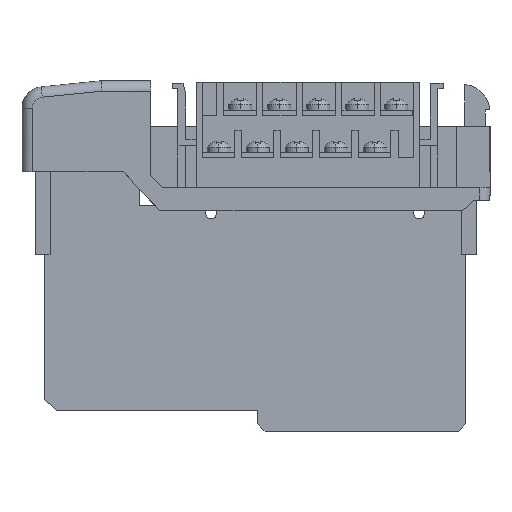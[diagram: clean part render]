
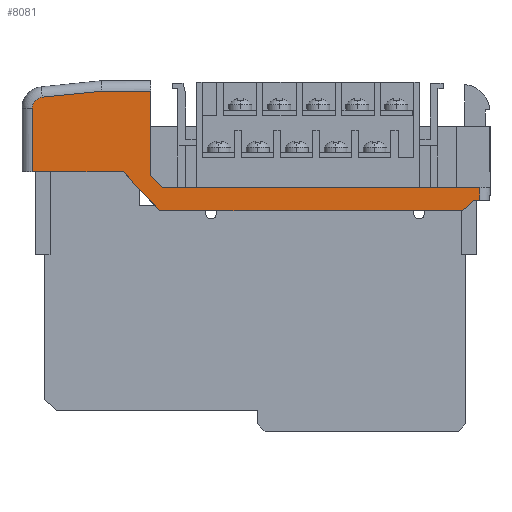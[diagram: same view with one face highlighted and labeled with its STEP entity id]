
A CAD part, left-side view. The second image highlights one B-rep face of the part: STEP entity #8081.
In plain terms, the highlighted planar face has unit normal (-1, 0, 0).
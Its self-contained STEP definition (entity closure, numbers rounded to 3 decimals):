
#52 = EDGE_CURVE ( 'NONE', #132, #130, #16986, .T. ) ;
#130 = VERTEX_POINT ( 'NONE', #17116 ) ;
#132 = VERTEX_POINT ( 'NONE', #17111 ) ;
#7969 = EDGE_CURVE ( 'NONE', #7970, #7989, #18459, .T. ) ;
#7970 = VERTEX_POINT ( 'NONE', #18455 ) ;
#7986 = VERTEX_POINT ( 'NONE', #18504 ) ;
#7988 = EDGE_CURVE ( 'NONE', #7989, #7986, #18503, .T. ) ;
#7989 = VERTEX_POINT ( 'NONE', #18499 ) ;
#7998 = VERTEX_POINT ( 'NONE', #18546 ) ;
#8024 = EDGE_CURVE ( 'NONE', #8025, #8037, #18604, .T. ) ;
#8025 = VERTEX_POINT ( 'NONE', #18655 ) ;
#8036 = EDGE_CURVE ( 'NONE', #8037, #7970, #18643, .T. ) ;
#8037 = VERTEX_POINT ( 'NONE', #18639 ) ;
#8043 = EDGE_CURVE ( 'NONE', #130, #8044, #18670, .T. ) ;
#8044 = VERTEX_POINT ( 'NONE', #18666 ) ;
#8045 = ORIENTED_EDGE ( 'NONE', *, *, #8046, .T. ) ;
#8046 = EDGE_CURVE ( 'NONE', #8044, #8047, #18665, .T. ) ;
#8047 = VERTEX_POINT ( 'NONE', #18660 ) ;
#8048 = ORIENTED_EDGE ( 'NONE', *, *, #8049, .T. ) ;
#8049 = EDGE_CURVE ( 'NONE', #8047, #7998, #18659, .T. ) ;
#8050 = ORIENTED_EDGE ( 'NONE', *, *, #8087, .T. ) ;
#8051 = ORIENTED_EDGE ( 'NONE', *, *, #8024, .T. ) ;
#8052 = ORIENTED_EDGE ( 'NONE', *, *, #8036, .T. ) ;
#8053 = ORIENTED_EDGE ( 'NONE', *, *, #7969, .T. ) ;
#8054 = ORIENTED_EDGE ( 'NONE', *, *, #7988, .T. ) ;
#8055 = ORIENTED_EDGE ( 'NONE', *, *, #8056, .T. ) ;
#8056 = EDGE_CURVE ( 'NONE', #7986, #8057, #18709, .T. ) ;
#8057 = VERTEX_POINT ( 'NONE', #18705 ) ;
#8058 = ORIENTED_EDGE ( 'NONE', *, *, #8059, .F. ) ;
#8059 = EDGE_CURVE ( 'NONE', #8060, #8057, #18704, .T. ) ;
#8060 = VERTEX_POINT ( 'NONE', #18700 ) ;
#8061 = ORIENTED_EDGE ( 'NONE', *, *, #8062, .F. ) ;
#8062 = EDGE_CURVE ( 'NONE', #8063, #8060, #18699, .T. ) ;
#8063 = VERTEX_POINT ( 'NONE', #18695 ) ;
#8064 = ORIENTED_EDGE ( 'NONE', *, *, #8065, .F. ) ;
#8065 = EDGE_CURVE ( 'NONE', #132, #8063, #18694, .T. ) ;
#8066 = ORIENTED_EDGE ( 'NONE', *, *, #52, .T. ) ;
#8067 = ORIENTED_EDGE ( 'NONE', *, *, #8043, .T. ) ;
#8081 = ADVANCED_FACE ( 'NONE', ( #18727 ), #18712, .F. ) ;
#8082 = EDGE_LOOP ( 'NONE', ( #8055, #8058, #8061, #8064, #8066, #8067, #8045, #8048, #8050, #8051, #8052, #8053, #8054 ) ) ;
#8087 = EDGE_CURVE ( 'NONE', #7998, #8025, #18759, .T. ) ;
#16983 = DIRECTION ( 'NONE',  ( 0., 1., 0. ) ) ;
#16984 = VECTOR ( 'NONE', #16983, 1000. ) ;
#16985 = CARTESIAN_POINT ( 'NONE',  ( 0.5, 34.27, 3.114 ) ) ;
#16986 = LINE ( 'NONE', #16985, #16984 ) ;
#17111 = CARTESIAN_POINT ( 'NONE',  ( 0.5, 24.723, 3.114 ) ) ;
#17116 = CARTESIAN_POINT ( 'NONE',  ( 0.5, 34.17, 3.114 ) ) ;
#18455 = CARTESIAN_POINT ( 'NONE',  ( 0.5, -35.258, -19.886 ) ) ;
#18456 = DIRECTION ( 'NONE',  ( 0., -0.731, 0.682 ) ) ;
#18457 = VECTOR ( 'NONE', #18456, 1000. ) ;
#18458 = CARTESIAN_POINT ( 'NONE',  ( 0.5, -35.258, -19.886 ) ) ;
#18459 = LINE ( 'NONE', #18458, #18457 ) ;
#18499 = CARTESIAN_POINT ( 'NONE',  ( 0.5, -37.408, -17.879 ) ) ;
#18500 = DIRECTION ( 'NONE',  ( 0., -1., 0. ) ) ;
#18501 = VECTOR ( 'NONE', #18500, 1000. ) ;
#18502 = CARTESIAN_POINT ( 'NONE',  ( 0.5, -37.408, -17.879 ) ) ;
#18503 = LINE ( 'NONE', #18502, #18501 ) ;
#18504 = CARTESIAN_POINT ( 'NONE',  ( 0.5, -38.527, -17.879 ) ) ;
#18546 = CARTESIAN_POINT ( 'NONE',  ( 0.5, 47.473, -12.386 ) ) ;
#18601 = DIRECTION ( 'NONE',  ( 0., -0.682, -0.731 ) ) ;
#18602 = VECTOR ( 'NONE', #18601, 1000. ) ;
#18603 = CARTESIAN_POINT ( 'NONE',  ( 0.5, 22.973, -19.886 ) ) ;
#18604 = LINE ( 'NONE', #18603, #18602 ) ;
#18639 = CARTESIAN_POINT ( 'NONE',  ( 0.5, 22.973, -19.886 ) ) ;
#18640 = DIRECTION ( 'NONE',  ( 0., -1., 0. ) ) ;
#18641 = VECTOR ( 'NONE', #18640, 1000. ) ;
#18642 = CARTESIAN_POINT ( 'NONE',  ( 0.5, 22.973, -19.886 ) ) ;
#18643 = LINE ( 'NONE', #18642, #18641 ) ;
#18655 = CARTESIAN_POINT ( 'NONE',  ( 0.5, 29.973, -12.386 ) ) ;
#18656 = DIRECTION ( 'NONE',  ( 0., 0., -1. ) ) ;
#18657 = VECTOR ( 'NONE', #18656, 1000. ) ;
#18658 = CARTESIAN_POINT ( 'NONE',  ( 0.5, 47.473, -12.386 ) ) ;
#18659 = LINE ( 'NONE', #18658, #18657 ) ;
#18660 = CARTESIAN_POINT ( 'NONE',  ( 0.5, 47.473, -0.213 ) ) ;
#18661 = DIRECTION ( 'NONE',  ( 0., 0., -1. ) ) ;
#18662 = DIRECTION ( 'NONE',  ( -1., 0., 0. ) ) ;
#18663 = CARTESIAN_POINT ( 'NONE',  ( 0.5, 45.358, -0.133 ) ) ;
#18664 = AXIS2_PLACEMENT_3D ( 'NONE', #18663, #18662, #18661 ) ;
#18665 = CIRCLE ( 'NONE', #18664, 2.116 ) ;
#18666 = CARTESIAN_POINT ( 'NONE',  ( 0.5, 45.569, 1.973 ) ) ;
#18667 = DIRECTION ( 'NONE',  ( 0., 0.995, -0.1 ) ) ;
#18668 = VECTOR ( 'NONE', #18667, 1000. ) ;
#18669 = CARTESIAN_POINT ( 'NONE',  ( 0.5, 45.569, 1.973 ) ) ;
#18670 = LINE ( 'NONE', #18669, #18668 ) ;
#18691 = DIRECTION ( 'NONE',  ( 0., 0., -1. ) ) ;
#18692 = VECTOR ( 'NONE', #18691, 1000. ) ;
#18693 = CARTESIAN_POINT ( 'NONE',  ( 0.5, 24.723, 4.364 ) ) ;
#18694 = LINE ( 'NONE', #18693, #18692 ) ;
#18695 = CARTESIAN_POINT ( 'NONE',  ( 0.5, 24.723, -13.054 ) ) ;
#18696 = DIRECTION ( 'NONE',  ( 0., -0.685, -0.729 ) ) ;
#18697 = VECTOR ( 'NONE', #18696, 1000. ) ;
#18698 = CARTESIAN_POINT ( 'NONE',  ( 0.5, 22.532, -15.386 ) ) ;
#18699 = LINE ( 'NONE', #18698, #18697 ) ;
#18700 = CARTESIAN_POINT ( 'NONE',  ( 0.5, 22.532, -15.386 ) ) ;
#18701 = DIRECTION ( 'NONE',  ( 0., -1., 0. ) ) ;
#18702 = VECTOR ( 'NONE', #18701, 1000. ) ;
#18703 = CARTESIAN_POINT ( 'NONE',  ( 0.5, 22.532, -15.386 ) ) ;
#18704 = LINE ( 'NONE', #18703, #18702 ) ;
#18705 = CARTESIAN_POINT ( 'NONE',  ( 0.5, -38.527, -15.386 ) ) ;
#18706 = DIRECTION ( 'NONE',  ( 0., 0., 1. ) ) ;
#18707 = VECTOR ( 'NONE', #18706, 1000. ) ;
#18708 = CARTESIAN_POINT ( 'NONE',  ( 0.5, -38.527, -0.463 ) ) ;
#18709 = LINE ( 'NONE', #18708, #18707 ) ;
#18710 = CARTESIAN_POINT ( 'NONE',  ( 0.5, -35.258, -0.876 ) ) ;
#18711 = AXIS2_PLACEMENT_3D ( 'NONE', #18710, #18766, #18765 ) ;
#18712 = PLANE ( 'NONE',  #18711 ) ;
#18727 = FACE_OUTER_BOUND ( 'NONE', #8082, .T. ) ;
#18756 = DIRECTION ( 'NONE',  ( 0., -1., 0. ) ) ;
#18757 = VECTOR ( 'NONE', #18756, 1000. ) ;
#18758 = CARTESIAN_POINT ( 'NONE',  ( 0.5, 29.973, -12.386 ) ) ;
#18759 = LINE ( 'NONE', #18758, #18757 ) ;
#18765 = DIRECTION ( 'NONE',  ( 0., 0., -1. ) ) ;
#18766 = DIRECTION ( 'NONE',  ( 1., 0., 0. ) ) ;
